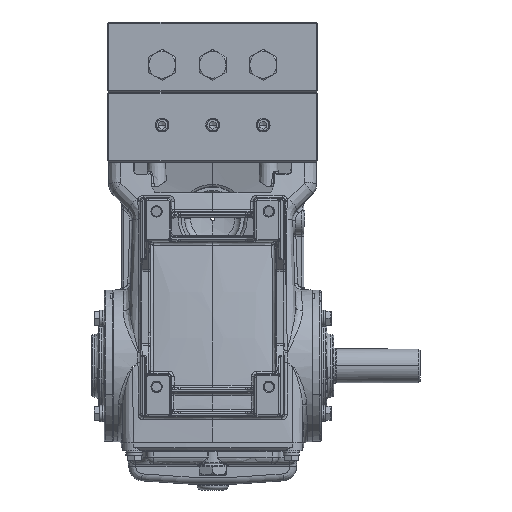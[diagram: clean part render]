
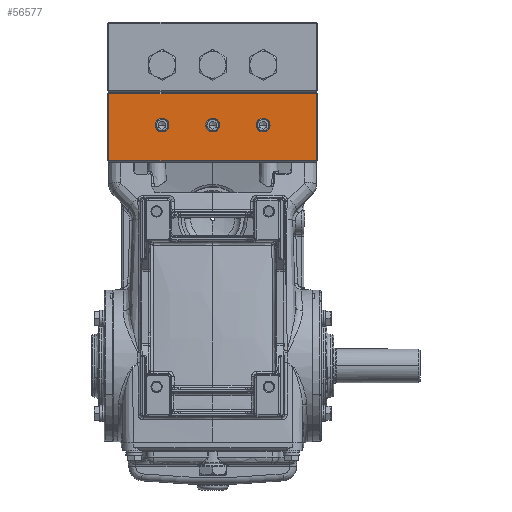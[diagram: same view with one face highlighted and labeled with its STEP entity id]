
A CAD part, front view. The second image highlights one B-rep face of the part: STEP entity #56577.
In plain terms, the highlighted planar face has unit normal (0, -1, 0).
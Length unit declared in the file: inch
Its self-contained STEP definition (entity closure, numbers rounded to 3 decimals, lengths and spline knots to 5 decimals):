
#191 = DIRECTION ( 'NONE',  ( 0., 0., 1. ) ) ;
#501 = CARTESIAN_POINT ( 'NONE',  ( -2.95276, -2.8937, 5.74803 ) ) ;
#880 = DIRECTION ( 'NONE',  ( 0., 0., -1. ) ) ;
#2019 = ORIENTED_EDGE ( 'NONE', *, *, #13827, .T. ) ;
#3218 = VERTEX_POINT ( 'NONE', #68465 ) ;
#4103 = FACE_OUTER_BOUND ( 'NONE', #71229, .T. ) ;
#4986 = VERTEX_POINT ( 'NONE', #46329 ) ;
#5378 = DIRECTION ( 'NONE',  ( 0., 0., -1. ) ) ;
#5528 = VERTEX_POINT ( 'NONE', #63062 ) ;
#5942 = EDGE_CURVE ( 'NONE', #4986, #43440, #39499, .T. ) ;
#7722 = DIRECTION ( 'NONE',  ( 0., 1., 0. ) ) ;
#8654 = CIRCLE ( 'NONE', #84581, 0.18437 ) ;
#8949 = VERTEX_POINT ( 'NONE', #59530 ) ;
#10130 = EDGE_CURVE ( 'NONE', #40127, #65232, #50781, .T. ) ;
#10944 = ORIENTED_EDGE ( 'NONE', *, *, #5942, .T. ) ;
#11017 = FACE_BOUND ( 'NONE', #20393, .T. ) ;
#13827 = EDGE_CURVE ( 'NONE', #5528, #3218, #8654, .T. ) ;
#14968 = CIRCLE ( 'NONE', #63321, 0.18437 ) ;
#15060 = CARTESIAN_POINT ( 'NONE',  ( 1.41732, -2.8937, 6.75197 ) ) ;
#16036 = DIRECTION ( 'NONE',  ( 0., 1., 0. ) ) ;
#18341 = DIRECTION ( 'NONE',  ( 0., 0., -1. ) ) ;
#18482 = CARTESIAN_POINT ( 'NONE',  ( -2.91339, -2.8937, 7.6378 ) ) ;
#19003 = AXIS2_PLACEMENT_3D ( 'NONE', #66235, #65811, #880 ) ;
#20393 = EDGE_LOOP ( 'NONE', ( #10944, #38804 ) ) ;
#23816 = ORIENTED_EDGE ( 'NONE', *, *, #39694, .T. ) ;
#24019 = VECTOR ( 'NONE', #191, 39.37008 ) ;
#24062 = LINE ( 'NONE', #501, #60660 ) ;
#24197 = CARTESIAN_POINT ( 'NONE',  ( 0., -2.8937, 6.93634 ) ) ;
#26599 = CARTESIAN_POINT ( 'NONE',  ( -2.95276, -2.8937, 7.6378 ) ) ;
#27905 = EDGE_CURVE ( 'NONE', #37377, #52217, #14968, .T. ) ;
#28436 = EDGE_CURVE ( 'NONE', #8949, #40127, #72075, .T. ) ;
#29420 = CARTESIAN_POINT ( 'NONE',  ( 0., -2.8937, 6.75197 ) ) ;
#29843 = DIRECTION ( 'NONE',  ( 0., 0., -1. ) ) ;
#31393 = LINE ( 'NONE', #71206, #24019 ) ;
#31868 = EDGE_CURVE ( 'NONE', #56865, #8949, #31393, .T. ) ;
#32159 = FACE_BOUND ( 'NONE', #44238, .T. ) ;
#32802 = EDGE_CURVE ( 'NONE', #3218, #5528, #55890, .T. ) ;
#34054 = DIRECTION ( 'NONE',  ( 0., 0., -1. ) ) ;
#35713 = ORIENTED_EDGE ( 'NONE', *, *, #31868, .T. ) ;
#36235 = CARTESIAN_POINT ( 'NONE',  ( 0., -2.8937, 6.5676 ) ) ;
#37377 = VERTEX_POINT ( 'NONE', #24197 ) ;
#37802 = DIRECTION ( 'NONE',  ( 0., -1., 0. ) ) ;
#38000 = CARTESIAN_POINT ( 'NONE',  ( 0., -2.8937, 6.75197 ) ) ;
#38232 = CARTESIAN_POINT ( 'NONE',  ( -2.95276, -2.8937, 7.67717 ) ) ;
#38327 = CIRCLE ( 'NONE', #19003, 0.18437 ) ;
#38804 = ORIENTED_EDGE ( 'NONE', *, *, #73344, .T. ) ;
#39499 = CIRCLE ( 'NONE', #44976, 0.18437 ) ;
#39694 = EDGE_CURVE ( 'NONE', #52217, #37377, #46778, .T. ) ;
#40127 = VERTEX_POINT ( 'NONE', #18482 ) ;
#40996 = CARTESIAN_POINT ( 'NONE',  ( 1.41732, -2.8937, 6.75197 ) ) ;
#41885 = AXIS2_PLACEMENT_3D ( 'NONE', #38232, #37802, #18341 ) ;
#43261 = ORIENTED_EDGE ( 'NONE', *, *, #27905, .T. ) ;
#43440 = VERTEX_POINT ( 'NONE', #70675 ) ;
#43455 = CARTESIAN_POINT ( 'NONE',  ( -2.91339, -2.8937, 5.70866 ) ) ;
#44238 = EDGE_LOOP ( 'NONE', ( #2019, #77801 ) ) ;
#44719 = PLANE ( 'NONE',  #41885 ) ;
#44976 = AXIS2_PLACEMENT_3D ( 'NONE', #75316, #56678, #67963 ) ;
#45377 = AXIS2_PLACEMENT_3D ( 'NONE', #29420, #16036, #29843 ) ;
#46329 = CARTESIAN_POINT ( 'NONE',  ( -1.41732, -2.8937, 6.5676 ) ) ;
#46778 = CIRCLE ( 'NONE', #45377, 0.18437 ) ;
#48503 = DIRECTION ( 'NONE',  ( 0., 0., -1. ) ) ;
#50781 = LINE ( 'NONE', #43455, #59081 ) ;
#52217 = VERTEX_POINT ( 'NONE', #36235 ) ;
#54010 = ORIENTED_EDGE ( 'NONE', *, *, #10130, .T. ) ;
#54415 = DIRECTION ( 'NONE',  ( 0., 1., 0. ) ) ;
#55890 = CIRCLE ( 'NONE', #69741, 0.18437 ) ;
#56577 = ADVANCED_FACE ( 'NONE', ( #4103, #11017, #71138, #32159 ), #44719, .T. ) ;
#56678 = DIRECTION ( 'NONE',  ( 0., 1., 0. ) ) ;
#56865 = VERTEX_POINT ( 'NONE', #68336 ) ;
#57494 = DIRECTION ( 'NONE',  ( 0., 1., 0. ) ) ;
#58232 = DIRECTION ( 'NONE',  ( -1., 0., 0. ) ) ;
#59081 = VECTOR ( 'NONE', #5378, 39.37008 ) ;
#59530 = CARTESIAN_POINT ( 'NONE',  ( 2.91339, -2.8937, 7.6378 ) ) ;
#60660 = VECTOR ( 'NONE', #66706, 39.37008 ) ;
#63062 = CARTESIAN_POINT ( 'NONE',  ( 1.41732, -2.8937, 6.5676 ) ) ;
#63321 = AXIS2_PLACEMENT_3D ( 'NONE', #38000, #57494, #48503 ) ;
#65232 = VERTEX_POINT ( 'NONE', #65482 ) ;
#65482 = CARTESIAN_POINT ( 'NONE',  ( -2.91339, -2.8937, 5.74803 ) ) ;
#65811 = DIRECTION ( 'NONE',  ( 0., 1., 0. ) ) ;
#66235 = CARTESIAN_POINT ( 'NONE',  ( -1.41732, -2.8937, 6.75197 ) ) ;
#66706 = DIRECTION ( 'NONE',  ( 1., 0., 0. ) ) ;
#67963 = DIRECTION ( 'NONE',  ( 0., 0., -1. ) ) ;
#68336 = CARTESIAN_POINT ( 'NONE',  ( 2.91339, -2.8937, 5.74803 ) ) ;
#68465 = CARTESIAN_POINT ( 'NONE',  ( 1.41732, -2.8937, 6.93634 ) ) ;
#69741 = AXIS2_PLACEMENT_3D ( 'NONE', #40996, #7722, #34054 ) ;
#70675 = CARTESIAN_POINT ( 'NONE',  ( -1.41732, -2.8937, 6.93634 ) ) ;
#71138 = FACE_BOUND ( 'NONE', #72705, .T. ) ;
#71206 = CARTESIAN_POINT ( 'NONE',  ( 2.91339, -2.8937, 7.67717 ) ) ;
#71229 = EDGE_LOOP ( 'NONE', ( #54010, #82726, #35713, #80390 ) ) ;
#72075 = LINE ( 'NONE', #26599, #81174 ) ;
#72705 = EDGE_LOOP ( 'NONE', ( #23816, #43261 ) ) ;
#73344 = EDGE_CURVE ( 'NONE', #43440, #4986, #38327, .T. ) ;
#75316 = CARTESIAN_POINT ( 'NONE',  ( -1.41732, -2.8937, 6.75197 ) ) ;
#75891 = EDGE_CURVE ( 'NONE', #65232, #56865, #24062, .T. ) ;
#77801 = ORIENTED_EDGE ( 'NONE', *, *, #32802, .T. ) ;
#79529 = DIRECTION ( 'NONE',  ( 0., 0., -1. ) ) ;
#80390 = ORIENTED_EDGE ( 'NONE', *, *, #28436, .T. ) ;
#81174 = VECTOR ( 'NONE', #58232, 39.37008 ) ;
#82726 = ORIENTED_EDGE ( 'NONE', *, *, #75891, .T. ) ;
#84581 = AXIS2_PLACEMENT_3D ( 'NONE', #15060, #54415, #79529 ) ;
